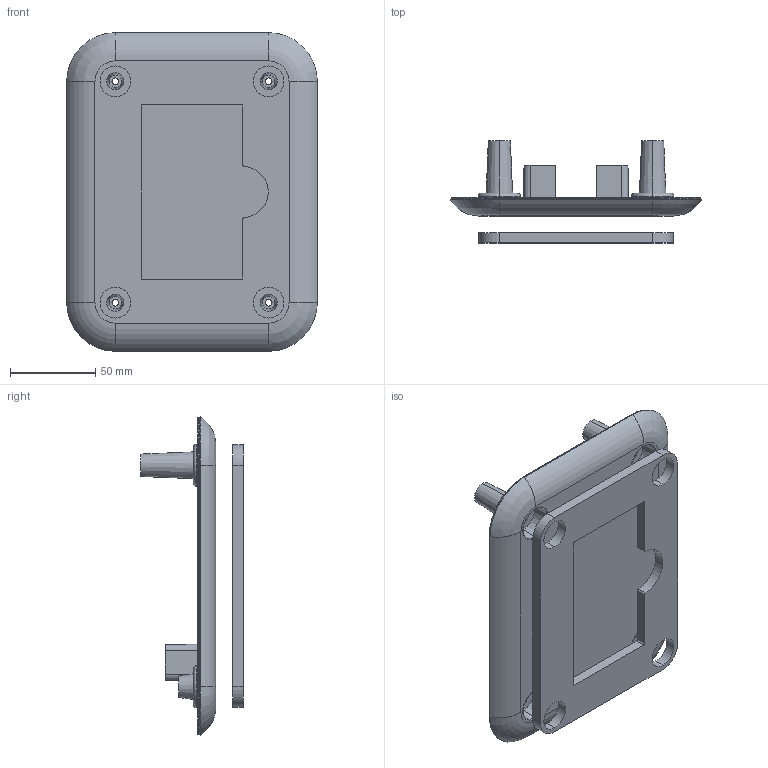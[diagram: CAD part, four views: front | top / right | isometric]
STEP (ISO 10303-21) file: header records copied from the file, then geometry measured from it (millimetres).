
FILE_DESCRIPTION (( 'STEP AP214' ), '1' );
FILE_NAME ('690-14168-01_rev01_MECH, FIXTURE, LABEL ALIGNMENT, AMBER.STEP', '2019-04-03T02:26:53', ( '' ), ( '' ), 'SwSTEP 2.0', 'SolidWorks 2018', '' );
FILE_SCHEMA (( 'AUTOMOTIVE_DESIGN' ));
Length unit declared in the file: millimetre
Products named in the file (1): 690-14168-01_rev01_MECH, FIXTURE, LABEL ALIGNMENT, AMBER
Bounding box: 147.12 x 60 x 187.12 mm (x, y, z)
Volume: 169203.3 mm3; surface area: 110154.4 mm2
Topology: 2 solids, 2 shells, 275 faces, 686 edges, 436 vertices
Faces by surface type: plane 142, cone 52, cylinder 49, torus 32
Entity records: 8425 total; most frequent: CARTESIAN_POINT 1714, DIRECTION 1428, ORIENTED_EDGE 1372, EDGE_CURVE 686, AXIS2_PLACEMENT_3D 534, VERTEX_POINT 436, VECTOR 360, LINE 360
